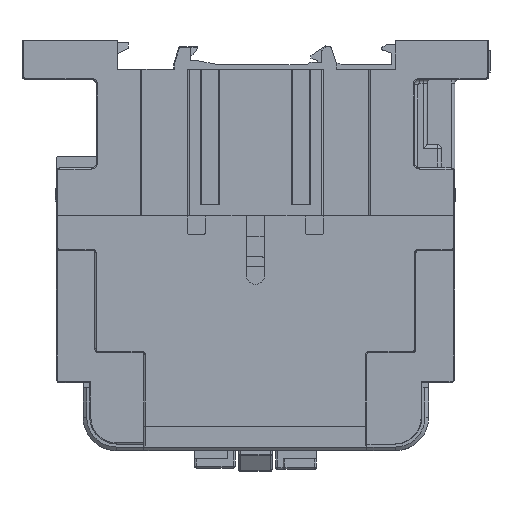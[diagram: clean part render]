
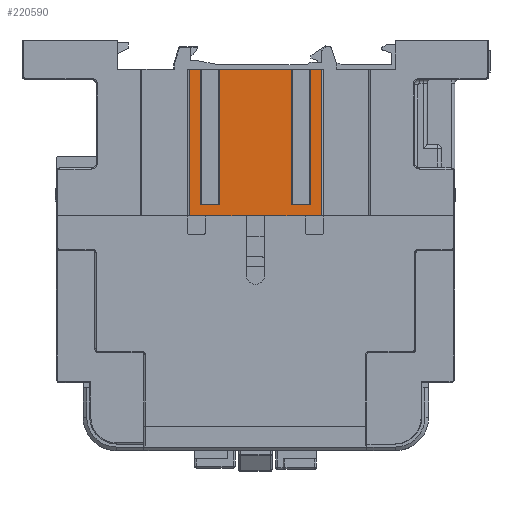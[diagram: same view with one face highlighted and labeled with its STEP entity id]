
A CAD part, left-side view. The second image highlights one B-rep face of the part: STEP entity #220590.
In plain terms, the highlighted planar face has unit normal (-1, 0, 0).
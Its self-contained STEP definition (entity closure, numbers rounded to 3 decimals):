
#81472=DIRECTION('',(0.,-1.,0.));
#81473=VECTOR('',#81472,11.);
#81474=CARTESIAN_POINT('',(0.,76.75,-47.5));
#81475=LINE('',#81474,#81473);
#81476=DIRECTION('',(0.,1.,0.));
#81477=VECTOR('',#81476,4.5);
#81478=CARTESIAN_POINT('',(0.,76.75,-47.5));
#81479=LINE('',#81478,#81477);
#81480=DIRECTION('',(0.,0.,-1.));
#81481=VECTOR('',#81480,39.7);
#81482=CARTESIAN_POINT('',(0.,81.25,-7.8));
#81483=LINE('',#81482,#81481);
#81484=DIRECTION('',(0.,1.,0.));
#81485=VECTOR('',#81484,3.14);
#81486=CARTESIAN_POINT('',(0.,78.11,-7.8));
#81487=LINE('',#81486,#81485);
#81488=DIRECTION('',(0.,0.,1.));
#81489=VECTOR('',#81488,36.7);
#81490=CARTESIAN_POINT('',(0.,78.11,-44.5));
#81491=LINE('',#81490,#81489);
#81492=DIRECTION('',(0.,0.,-1.));
#81493=VECTOR('',#81492,36.7);
#81494=CARTESIAN_POINT('',(0.,73.1,-7.8));
#81495=LINE('',#81494,#81493);
#81496=DIRECTION('',(0.,1.,0.));
#81497=VECTOR('',#81496,19.7);
#81498=CARTESIAN_POINT('',(0.,53.4,-7.8));
#81499=LINE('',#81498,#81497);
#81500=DIRECTION('',(0.,0.,1.));
#81501=VECTOR('',#81500,36.7);
#81502=CARTESIAN_POINT('',(0.,53.4,-44.5));
#81503=LINE('',#81502,#81501);
#81504=DIRECTION('',(0.,0.,-1.));
#81505=VECTOR('',#81504,36.7);
#81506=CARTESIAN_POINT('',(0.,48.39,-7.8));
#81507=LINE('',#81506,#81505);
#81508=DIRECTION('',(0.,1.,0.));
#81509=VECTOR('',#81508,3.14);
#81510=CARTESIAN_POINT('',(0.,45.25,-7.8));
#81511=LINE('',#81510,#81509);
#81512=DIRECTION('',(0.,0.,1.));
#81513=VECTOR('',#81512,39.7);
#81514=CARTESIAN_POINT('',(0.,45.25,-47.5));
#81515=LINE('',#81514,#81513);
#81516=DIRECTION('',(0.,1.,0.));
#81517=VECTOR('',#81516,4.5);
#81518=CARTESIAN_POINT('',(0.,45.25,-47.5));
#81519=LINE('',#81518,#81517);
#81520=DIRECTION('',(0.,-1.,0.));
#81521=VECTOR('',#81520,11.);
#81522=CARTESIAN_POINT('',(0.,60.75,-47.5));
#81523=LINE('',#81522,#81521);
#81524=DIRECTION('',(0.,1.,0.));
#81525=VECTOR('',#81524,5.);
#81526=CARTESIAN_POINT('',(0.,60.75,-47.5));
#81527=LINE('',#81526,#81525);
#82423=DIRECTION('',(0.,1.,0.));
#82424=VECTOR('',#82423,5.01);
#82425=CARTESIAN_POINT('',(0.,73.1,-44.5));
#82426=LINE('',#82425,#82424);
#82491=DIRECTION('',(0.,1.,0.));
#82492=VECTOR('',#82491,5.01);
#82493=CARTESIAN_POINT('',(0.,48.39,-44.5));
#82494=LINE('',#82493,#82492);
#91961=CARTESIAN_POINT('',(0.,45.25,-47.5));
#91963=VERTEX_POINT('',#91961);
#91964=CARTESIAN_POINT('',(0.,81.25,-47.5));
#91966=VERTEX_POINT('',#91964);
#93165=CARTESIAN_POINT('',(0.,45.25,-7.8));
#93166=VERTEX_POINT('',#93165);
#93167=CARTESIAN_POINT('',(0.,81.25,-7.8));
#93168=VERTEX_POINT('',#93167);
#96310=CARTESIAN_POINT('',(0.,78.11,-7.8));
#96312=VERTEX_POINT('',#96310);
#96316=CARTESIAN_POINT('',(0.,78.11,-44.5));
#96317=VERTEX_POINT('',#96316);
#96322=CARTESIAN_POINT('',(0.,48.39,-7.8));
#96323=VERTEX_POINT('',#96322);
#96324=CARTESIAN_POINT('',(0.,48.39,-44.5));
#96325=VERTEX_POINT('',#96324);
#96330=CARTESIAN_POINT('',(0.,73.1,-7.8));
#96331=VERTEX_POINT('',#96330);
#96332=CARTESIAN_POINT('',(0.,73.1,-44.5));
#96333=VERTEX_POINT('',#96332);
#96334=CARTESIAN_POINT('',(0.,53.4,-7.8));
#96336=VERTEX_POINT('',#96334);
#96340=CARTESIAN_POINT('',(0.,53.4,-44.5));
#96341=VERTEX_POINT('',#96340);
#102937=CARTESIAN_POINT('',(0.,76.75,-47.5));
#102938=CARTESIAN_POINT('',(0.,65.75,-47.5));
#102939=VERTEX_POINT('',#102937);
#102940=VERTEX_POINT('',#102938);
#102941=CARTESIAN_POINT('',(0.,60.75,-47.5));
#102942=CARTESIAN_POINT('',(0.,49.75,-47.5));
#102943=VERTEX_POINT('',#102941);
#102944=VERTEX_POINT('',#102942);
#220557=CARTESIAN_POINT('',(0.,63.25,-47.5));
#220558=DIRECTION('',(1.,0.,0.));
#220559=DIRECTION('',(0.,-1.,0.));
#220560=AXIS2_PLACEMENT_3D('',#220557,#220558,#220559);
#220561=PLANE('',#220560);
#220563=ORIENTED_EDGE('',*,*,#220562,.F.);
#220564=ORIENTED_EDGE('',*,*,#220338,.T.);
#220566=ORIENTED_EDGE('',*,*,#220565,.F.);
#220567=ORIENTED_EDGE('',*,*,#220417,.F.);
#220568=ORIENTED_EDGE('',*,*,#220482,.F.);
#220570=ORIENTED_EDGE('',*,*,#220569,.F.);
#220571=ORIENTED_EDGE('',*,*,#220550,.F.);
#220572=ORIENTED_EDGE('',*,*,#220457,.F.);
#220574=ORIENTED_EDGE('',*,*,#220573,.F.);
#220576=ORIENTED_EDGE('',*,*,#220575,.F.);
#220578=ORIENTED_EDGE('',*,*,#220577,.F.);
#220579=ORIENTED_EDGE('',*,*,#220443,.F.);
#220581=ORIENTED_EDGE('',*,*,#220580,.F.);
#220583=ORIENTED_EDGE('',*,*,#220582,.T.);
#220585=ORIENTED_EDGE('',*,*,#220584,.F.);
#220587=ORIENTED_EDGE('',*,*,#220586,.T.);
#220588=EDGE_LOOP('',(#220563,#220564,#220566,#220567,#220568,#220570,#220571,
#220572,#220574,#220576,#220578,#220579,#220581,#220583,#220585,#220587));
#220589=FACE_OUTER_BOUND('',#220588,.F.);
#220590=ADVANCED_FACE('',(#220589),#220561,.F.);
#220338=EDGE_CURVE('',#102939,#91966,#81479,.T.);
#220417=EDGE_CURVE('',#96312,#93168,#81487,.T.);
#220443=EDGE_CURVE('',#93166,#96323,#81511,.T.);
#220457=EDGE_CURVE('',#96336,#96331,#81499,.T.);
#220482=EDGE_CURVE('',#96317,#96312,#81491,.T.);
#220550=EDGE_CURVE('',#96331,#96333,#81495,.T.);
#220562=EDGE_CURVE('',#102939,#102940,#81475,.T.);
#220565=EDGE_CURVE('',#93168,#91966,#81483,.T.);
#220569=EDGE_CURVE('',#96333,#96317,#82426,.T.);
#220573=EDGE_CURVE('',#96341,#96336,#81503,.T.);
#220575=EDGE_CURVE('',#96325,#96341,#82494,.T.);
#220577=EDGE_CURVE('',#96323,#96325,#81507,.T.);
#220580=EDGE_CURVE('',#91963,#93166,#81515,.T.);
#220582=EDGE_CURVE('',#91963,#102944,#81519,.T.);
#220584=EDGE_CURVE('',#102943,#102944,#81523,.T.);
#220586=EDGE_CURVE('',#102943,#102940,#81527,.T.);
